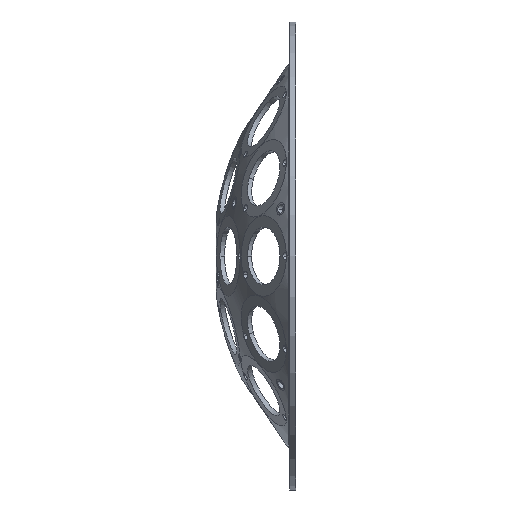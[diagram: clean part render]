
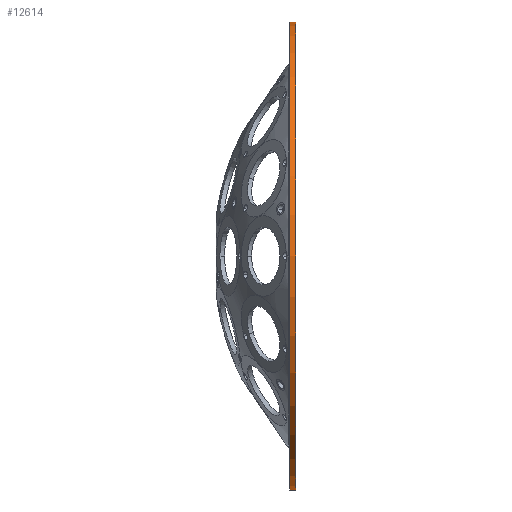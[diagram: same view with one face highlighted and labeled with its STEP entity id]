
A CAD part, left-side view. The second image highlights one B-rep face of the part: STEP entity #12614.
In plain terms, the highlighted cylindrical face has radius 223 mm (diameter 446 mm), a partial arc.
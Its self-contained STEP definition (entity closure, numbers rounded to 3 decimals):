
#357 = ORIENTED_EDGE ( 'NONE', *, *, #10855, .F. ) ;
#1398 = CARTESIAN_POINT ( 'NONE',  ( 0., 284.983, -223. ) ) ;
#2014 = CARTESIAN_POINT ( 'NONE',  ( 0., 195., -223. ) ) ;
#2168 = DIRECTION ( 'NONE',  ( 0., 1., 0. ) ) ;
#2610 = LINE ( 'NONE', #1398, #2635 ) ;
#2635 = VECTOR ( 'NONE', #6463, 1000. ) ;
#2787 = EDGE_CURVE ( 'NONE', #6893, #13468, #2610, .T. ) ;
#2881 = CYLINDRICAL_SURFACE ( 'NONE', #6569, 223. ) ;
#3118 = AXIS2_PLACEMENT_3D ( 'NONE', #3715, #2168, #10440 ) ;
#3715 = CARTESIAN_POINT ( 'NONE',  ( 0., 195., 0. ) ) ;
#3984 = ORIENTED_EDGE ( 'NONE', *, *, #15442, .T. ) ;
#6209 = CARTESIAN_POINT ( 'NONE',  ( 0., 195., 223. ) ) ;
#6463 = DIRECTION ( 'NONE',  ( 0., 1., 0. ) ) ;
#6569 = AXIS2_PLACEMENT_3D ( 'NONE', #12912, #16542, #9714 ) ;
#6665 = CIRCLE ( 'NONE', #9475, 223. ) ;
#6843 = ORIENTED_EDGE ( 'NONE', *, *, #16738, .T. ) ;
#6893 = VERTEX_POINT ( 'NONE', #17689 ) ;
#9221 = CARTESIAN_POINT ( 'NONE',  ( 0., 189., 0. ) ) ;
#9475 = AXIS2_PLACEMENT_3D ( 'NONE', #9221, #14174, #19332 ) ;
#9714 = DIRECTION ( 'NONE',  ( 0., 0., 1. ) ) ;
#10216 = VECTOR ( 'NONE', #16719, 1000. ) ;
#10440 = DIRECTION ( 'NONE',  ( 0., 0., 1. ) ) ;
#10855 = EDGE_CURVE ( 'NONE', #13468, #19404, #13683, .T. ) ;
#12614 = ADVANCED_FACE ( 'NONE', ( #13145 ), #2881, .T. ) ;
#12912 = CARTESIAN_POINT ( 'NONE',  ( 0., 284.983, 0. ) ) ;
#13145 = FACE_OUTER_BOUND ( 'NONE', #20163, .T. ) ;
#13413 = CARTESIAN_POINT ( 'NONE',  ( 0., 189., 223. ) ) ;
#13468 = VERTEX_POINT ( 'NONE', #2014 ) ;
#13683 = CIRCLE ( 'NONE', #3118, 223. ) ;
#14174 = DIRECTION ( 'NONE',  ( 0., 1., 0. ) ) ;
#15186 = LINE ( 'NONE', #20020, #10216 ) ;
#15442 = EDGE_CURVE ( 'NONE', #6893, #18064, #6665, .T. ) ;
#15972 = ORIENTED_EDGE ( 'NONE', *, *, #2787, .F. ) ;
#16542 = DIRECTION ( 'NONE',  ( 0., 1., 0. ) ) ;
#16719 = DIRECTION ( 'NONE',  ( 0., 1., 0. ) ) ;
#16738 = EDGE_CURVE ( 'NONE', #18064, #19404, #15186, .T. ) ;
#17689 = CARTESIAN_POINT ( 'NONE',  ( 0., 189., -223. ) ) ;
#18064 = VERTEX_POINT ( 'NONE', #13413 ) ;
#19332 = DIRECTION ( 'NONE',  ( 0., 0., 1. ) ) ;
#19404 = VERTEX_POINT ( 'NONE', #6209 ) ;
#20020 = CARTESIAN_POINT ( 'NONE',  ( 0., 284.983, 223. ) ) ;
#20163 = EDGE_LOOP ( 'NONE', ( #15972, #3984, #6843, #357 ) ) ;
